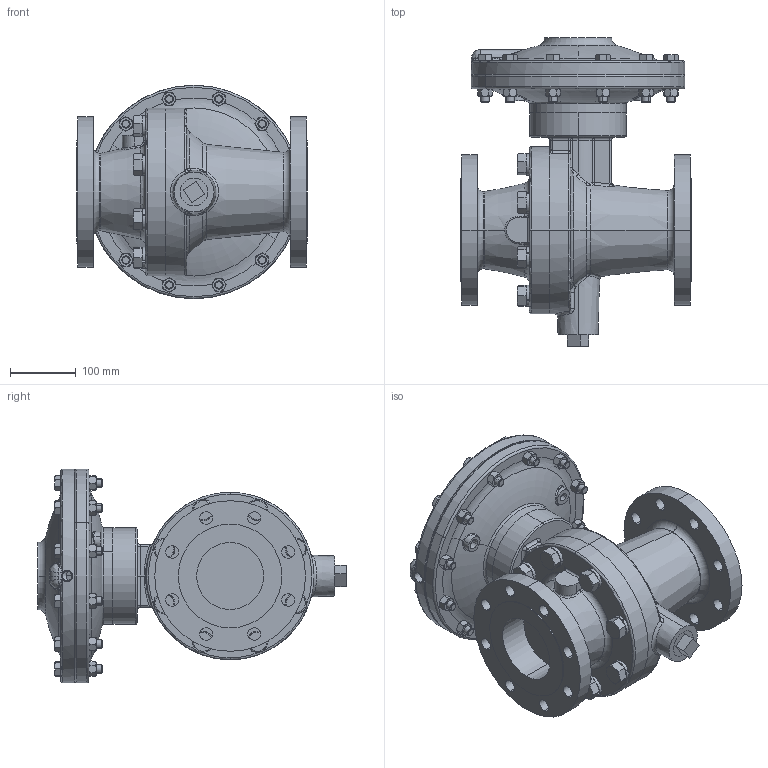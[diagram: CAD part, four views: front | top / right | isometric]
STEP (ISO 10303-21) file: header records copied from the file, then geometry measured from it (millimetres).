
FILE_DESCRIPTION (( 'STEP AP203' ), '1' );
FILE_NAME ('56-400-CS+S6-I5.step', '2017-10-04T15:20:33', ( '' ), ( '' ), 'SwSTEP 2.0', 'SolidWorks 2014', '' );
FILE_SCHEMA (( 'CONFIG_CONTROL_DESIGN' ));
Length unit declared in the file: inch
Products named in the file (1): 56-400-CS+S6-I5
Bounding box: 350.01 x 468.13 x 323.85 mm (x, y, z)
Volume: 12841183 mm3; surface area: 838015.4 mm2
Topology: 1 solids, 1 shells, 1055 faces, 2518 edges, 1493 vertices
Faces by surface type: plane 442, cone 312, cylinder 158, torus 74, bspline 65, sphere 4
Entity records: 37515 total; most frequent: CARTESIAN_POINT 14228, ORIENTED_EDGE 5012, DIRECTION 4650, EDGE_CURVE 2506, AXIS2_PLACEMENT_3D 1937, VERTEX_POINT 1493, EDGE_LOOP 1143, FACE_OUTER_BOUND 1055
